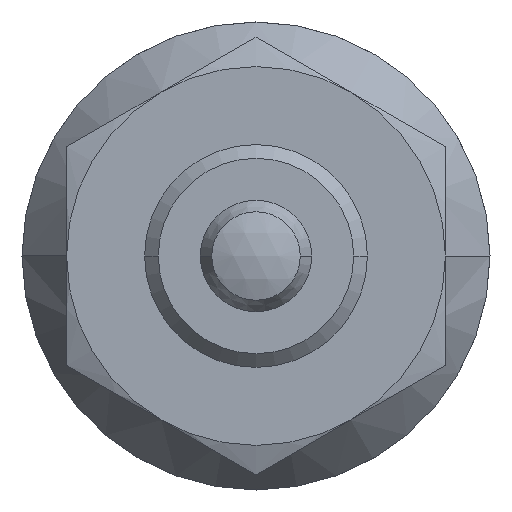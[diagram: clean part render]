
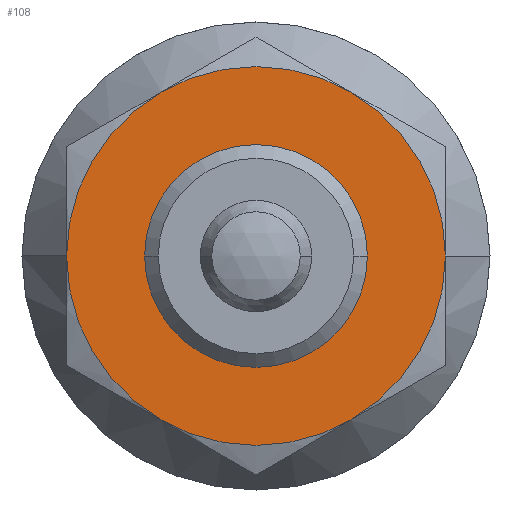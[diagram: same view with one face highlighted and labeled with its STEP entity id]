
A CAD part, front view. The second image highlights one B-rep face of the part: STEP entity #108.
In plain terms, the highlighted planar face has unit normal (0, -1, 0).
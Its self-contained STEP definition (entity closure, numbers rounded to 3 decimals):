
#108 = ADVANCED_FACE( '', ( #225, #226 ), #227, .T. );
#225 = FACE_OUTER_BOUND( '', #395, .T. );
#226 = FACE_BOUND( '', #396, .T. );
#227 = PLANE( '', #397 );
#395 = EDGE_LOOP( '', ( #753, #754, #755, #756, #757, #758 ) );
#396 = EDGE_LOOP( '', ( #759, #760 ) );
#397 = AXIS2_PLACEMENT_3D( '', #761, #762, #763 );
#753 = ORIENTED_EDGE( '', *, *, #1242, .F. );
#754 = ORIENTED_EDGE( '', *, *, #1243, .F. );
#755 = ORIENTED_EDGE( '', *, *, #1244, .F. );
#756 = ORIENTED_EDGE( '', *, *, #1245, .F. );
#757 = ORIENTED_EDGE( '', *, *, #1246, .F. );
#758 = ORIENTED_EDGE( '', *, *, #1247, .F. );
#759 = ORIENTED_EDGE( '', *, *, #1204, .F. );
#760 = ORIENTED_EDGE( '', *, *, #1254, .F. );
#761 = CARTESIAN_POINT( '', ( 4.25, -11., 0. ) );
#762 = DIRECTION( '', ( 0., -1., 0. ) );
#763 = DIRECTION( '', ( -1., 0., 0. ) );
#1204 = EDGE_CURVE( '', #1451, #1447, #1453, .T. );
#1242 = EDGE_CURVE( '', #1506, #1497, #1521, .T. );
#1243 = EDGE_CURVE( '', #1515, #1506, #1522, .T. );
#1244 = EDGE_CURVE( '', #1468, #1515, #1523, .T. );
#1245 = EDGE_CURVE( '', #1491, #1468, #1524, .T. );
#1246 = EDGE_CURVE( '', #1480, #1491, #1525, .T. );
#1247 = EDGE_CURVE( '', #1497, #1480, #1526, .T. );
#1254 = EDGE_CURVE( '', #1447, #1451, #1533, .T. );
#1447 = VERTEX_POINT( '', #1916 );
#1451 = VERTEX_POINT( '', #1921 );
#1453 = CIRCLE( '', #1924, 5. );
#1468 = VERTEX_POINT( '', #1943 );
#1480 = VERTEX_POINT( '', #1993 );
#1491 = VERTEX_POINT( '', #2042 );
#1497 = VERTEX_POINT( '', #2084 );
#1506 = VERTEX_POINT( '', #2130 );
#1515 = VERTEX_POINT( '', #2176 );
#1521 = CIRCLE( '', #2218, 8.5 );
#1522 = CIRCLE( '', #2219, 8.5 );
#1523 = CIRCLE( '', #2220, 8.5 );
#1524 = CIRCLE( '', #2221, 8.5 );
#1525 = CIRCLE( '', #2222, 8.5 );
#1526 = CIRCLE( '', #2223, 8.5 );
#1533 = CIRCLE( '', #2230, 5. );
#1916 = CARTESIAN_POINT( '', ( 5., -11., 0. ) );
#1921 = CARTESIAN_POINT( '', ( -5., -11., 0. ) );
#1924 = AXIS2_PLACEMENT_3D( '', #2656, #2657, #2658 );
#1943 = CARTESIAN_POINT( '', ( -4.25, -11., 7.361 ) );
#1993 = CARTESIAN_POINT( '', ( -4.25, -11., -7.361 ) );
#2042 = CARTESIAN_POINT( '', ( -8.5, -11., 0. ) );
#2084 = CARTESIAN_POINT( '', ( 4.25, -11., -7.361 ) );
#2130 = CARTESIAN_POINT( '', ( 8.5, -11., 0. ) );
#2176 = CARTESIAN_POINT( '', ( 4.25, -11., 7.361 ) );
#2218 = AXIS2_PLACEMENT_3D( '', #2678, #2679, #2680 );
#2219 = AXIS2_PLACEMENT_3D( '', #2681, #2682, #2683 );
#2220 = AXIS2_PLACEMENT_3D( '', #2684, #2685, #2686 );
#2221 = AXIS2_PLACEMENT_3D( '', #2687, #2688, #2689 );
#2222 = AXIS2_PLACEMENT_3D( '', #2690, #2691, #2692 );
#2223 = AXIS2_PLACEMENT_3D( '', #2693, #2694, #2695 );
#2230 = AXIS2_PLACEMENT_3D( '', #2714, #2715, #2716 );
#2656 = CARTESIAN_POINT( '', ( 0., -11., 0. ) );
#2657 = DIRECTION( '', ( 0., -1., 0. ) );
#2658 = DIRECTION( '', ( 1., 0., 0. ) );
#2678 = CARTESIAN_POINT( '', ( 0., -11., 0. ) );
#2679 = DIRECTION( '', ( 0., 1., 0. ) );
#2680 = DIRECTION( '', ( 1., 0., 0. ) );
#2681 = CARTESIAN_POINT( '', ( 0., -11., 0. ) );
#2682 = DIRECTION( '', ( 0., 1., 0. ) );
#2683 = DIRECTION( '', ( 1., 0., 0. ) );
#2684 = CARTESIAN_POINT( '', ( 0., -11., 0. ) );
#2685 = DIRECTION( '', ( 0., 1., 0. ) );
#2686 = DIRECTION( '', ( 1., 0., 0. ) );
#2687 = CARTESIAN_POINT( '', ( 0., -11., 0. ) );
#2688 = DIRECTION( '', ( 0., 1., 0. ) );
#2689 = DIRECTION( '', ( 1., 0., 0. ) );
#2690 = CARTESIAN_POINT( '', ( 0., -11., 0. ) );
#2691 = DIRECTION( '', ( 0., 1., 0. ) );
#2692 = DIRECTION( '', ( 1., 0., 0. ) );
#2693 = CARTESIAN_POINT( '', ( 0., -11., 0. ) );
#2694 = DIRECTION( '', ( 0., 1., 0. ) );
#2695 = DIRECTION( '', ( 1., 0., 0. ) );
#2714 = CARTESIAN_POINT( '', ( 0., -11., 0. ) );
#2715 = DIRECTION( '', ( 0., -1., 0. ) );
#2716 = DIRECTION( '', ( 1., 0., 0. ) );
